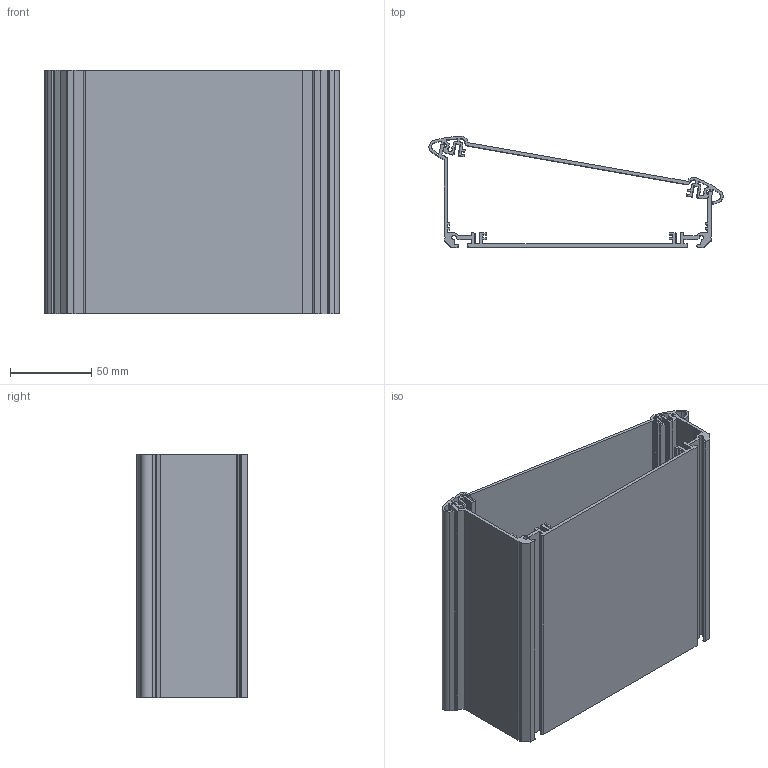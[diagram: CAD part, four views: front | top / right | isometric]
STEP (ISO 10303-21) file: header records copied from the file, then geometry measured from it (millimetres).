
FILE_DESCRIPTION((''),'2;1');
FILE_NAME('92865150_ATPH1865-0150.stp','2013-04-22T14:12:09',('kleemann'),(''),'Autodesk Inventor 2013','Autodesk Inventor 2013','');
FILE_SCHEMA(('AUTOMOTIVE_DESIGN { 1 0 10303 214 1 1 1 1 }'));
Length unit declared in the file: millimetre
Products named in the file (3): 92865150_ATPH1865-0150; 1009506_3DSYM; 1009514_3DSYM015
Assembly tree (2 placements, depth 2):
  92865150_ATPH1865-0150
    1009506_3DSYM
    1009514_3DSYM015
Bounding box: 181.14 x 68.23 x 150 mm (x, y, z)
Volume: 173078.8 mm3; surface area: 184375 mm2
Topology: 2 solids, 2 shells, 569 faces, 1695 edges, 1130 vertices
Faces by surface type: plane 370, cylinder 199
Entity records: 19185 total; most frequent: CARTESIAN_POINT 3399, ORIENTED_EDGE 3390, DIRECTION 3241, EDGE_CURVE 1695, VECTOR 1297, LINE 1297, VERTEX_POINT 1130, AXIS2_PLACEMENT_3D 972
